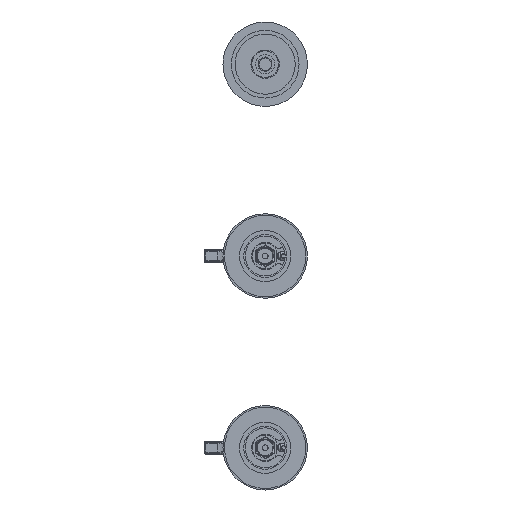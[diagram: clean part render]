
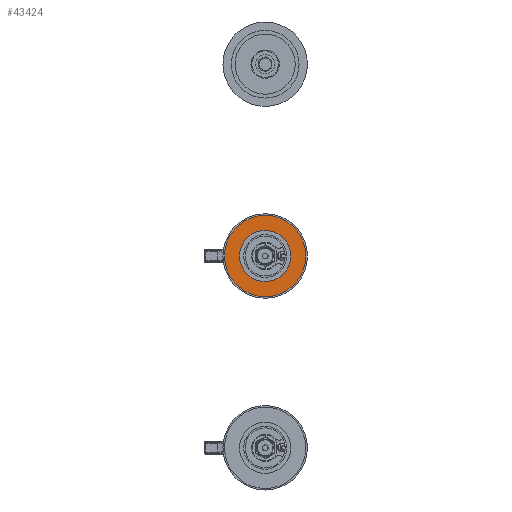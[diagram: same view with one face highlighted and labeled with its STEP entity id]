
A CAD part, front view. The second image highlights one B-rep face of the part: STEP entity #43424.
In plain terms, the highlighted planar face has unit normal (0, -1, 0).
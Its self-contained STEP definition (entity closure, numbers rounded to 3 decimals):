
#2519 = CIRCLE ( 'NONE', #33018, 31.8 ) ;
#4734 = DIRECTION ( 'NONE',  ( 0., -1., 0. ) ) ;
#9085 = EDGE_CURVE ( 'NONE', #49290, #49290, #23857, .T. ) ;
#13694 = CARTESIAN_POINT ( 'NONE',  ( 20., 1.7, 150. ) ) ;
#18583 = ORIENTED_EDGE ( 'NONE', *, *, #9085, .T. ) ;
#18786 = CARTESIAN_POINT ( 'NONE',  ( 0., 1.7, 150. ) ) ;
#19548 = FACE_BOUND ( 'NONE', #19899, .T. ) ;
#19705 = DIRECTION ( 'NONE',  ( 0., 0., -1. ) ) ;
#19899 = EDGE_LOOP ( 'NONE', ( #18583 ) ) ;
#21220 = CARTESIAN_POINT ( 'NONE',  ( 0., 1.7, 130. ) ) ;
#23857 = CIRCLE ( 'NONE', #32697, 20. ) ;
#32697 = AXIS2_PLACEMENT_3D ( 'NONE', #18786, #38225, #19705 ) ;
#33018 = AXIS2_PLACEMENT_3D ( 'NONE', #57877, #43043, #48280 ) ;
#38048 = AXIS2_PLACEMENT_3D ( 'NONE', #13694, #4734, #56296 ) ;
#38225 = DIRECTION ( 'NONE',  ( 0., 1., 0. ) ) ;
#39223 = EDGE_CURVE ( 'NONE', #43578, #43578, #2519, .T. ) ;
#39888 = ORIENTED_EDGE ( 'NONE', *, *, #39223, .F. ) ;
#42963 = CARTESIAN_POINT ( 'NONE',  ( 0., 1.7, 118.2 ) ) ;
#43043 = DIRECTION ( 'NONE',  ( 0., 1., 0. ) ) ;
#43424 = ADVANCED_FACE ( 'NONE', ( #19548, #55997 ), #51646, .T. ) ;
#43578 = VERTEX_POINT ( 'NONE', #42963 ) ;
#48280 = DIRECTION ( 'NONE',  ( 0., 0., -1. ) ) ;
#49290 = VERTEX_POINT ( 'NONE', #21220 ) ;
#51646 = PLANE ( 'NONE',  #38048 ) ;
#52429 = EDGE_LOOP ( 'NONE', ( #39888 ) ) ;
#55997 = FACE_OUTER_BOUND ( 'NONE', #52429, .T. ) ;
#56296 = DIRECTION ( 'NONE',  ( 0., 0., 1. ) ) ;
#57877 = CARTESIAN_POINT ( 'NONE',  ( 0., 1.7, 150. ) ) ;
